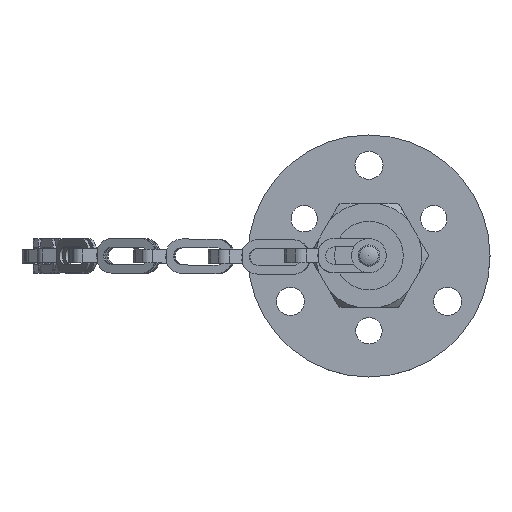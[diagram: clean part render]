
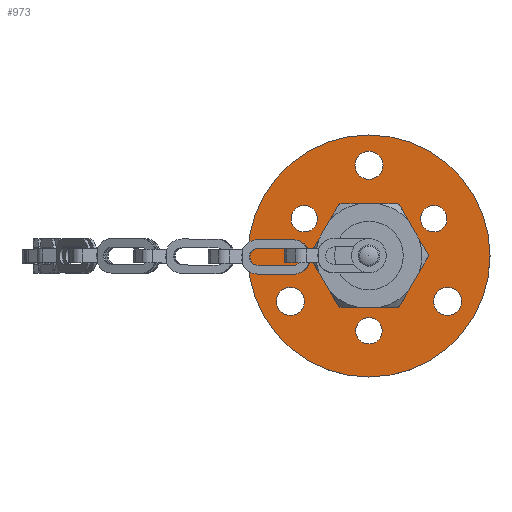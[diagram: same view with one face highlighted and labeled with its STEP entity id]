
A CAD part, top view. The second image highlights one B-rep face of the part: STEP entity #973.
In plain terms, the highlighted face is planar.
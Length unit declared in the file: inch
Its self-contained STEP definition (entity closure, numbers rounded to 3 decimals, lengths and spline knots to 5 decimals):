
#973=ADVANCED_FACE('',(#2046,#2047,#2048,#2049,#2050,#2051,#2052,#2053),#2054,.T.);
#2046=FACE_BOUND('',#3587,.T.);
#2047=FACE_BOUND('',#3588,.T.);
#2048=FACE_BOUND('',#3589,.T.);
#2049=FACE_OUTER_BOUND('',#3590,.T.);
#2050=FACE_BOUND('',#3591,.T.);
#2051=FACE_BOUND('',#3592,.T.);
#2052=FACE_BOUND('',#3593,.T.);
#2053=FACE_BOUND('',#3594,.T.);
#2054=PLANE('',#3595);
#3587=EDGE_LOOP('',(#5124));
#3588=EDGE_LOOP('',(#5125));
#3589=EDGE_LOOP('',(#5126));
#3590=EDGE_LOOP('',(#5127));
#3591=EDGE_LOOP('',(#5128));
#3592=EDGE_LOOP('',(#5129));
#3593=EDGE_LOOP('',(#5130));
#3594=EDGE_LOOP('',(#5131));
#3595=AXIS2_PLACEMENT_3D('',#5132,#5133,#5134);
#5124=ORIENTED_EDGE('',*,*,#8649,.T.);
#5125=ORIENTED_EDGE('',*,*,#8650,.T.);
#5126=ORIENTED_EDGE('',*,*,#8651,.T.);
#5127=ORIENTED_EDGE('',*,*,#8652,.T.);
#5128=ORIENTED_EDGE('',*,*,#8653,.T.);
#5129=ORIENTED_EDGE('',*,*,#8654,.T.);
#5130=ORIENTED_EDGE('',*,*,#8655,.T.);
#5131=ORIENTED_EDGE('',*,*,#8656,.T.);
#5132=CARTESIAN_POINT('',(0.0,0.0,-1.06446));
#5133=DIRECTION('',(0.0,0.0,-1.0));
#5134=DIRECTION('',(0.0,1.0,0.0));
#8649=EDGE_CURVE('',#9992,#9992,#9993,.T.);
#8650=EDGE_CURVE('',#9994,#9994,#9995,.T.);
#8651=EDGE_CURVE('',#9996,#9996,#9997,.T.);
#8652=EDGE_CURVE('',#9998,#9998,#9999,.T.);
#8653=EDGE_CURVE('',#10000,#10000,#10001,.T.);
#8654=EDGE_CURVE('',#10002,#10002,#10003,.T.);
#8655=EDGE_CURVE('',#10004,#10004,#10005,.T.);
#8656=EDGE_CURVE('',#10006,#10006,#10007,.T.);
#9992=VERTEX_POINT('',#12022);
#9993=CIRCLE('',#12023,0.0955);
#9994=VERTEX_POINT('',#12024);
#9995=CIRCLE('',#12025,0.1015);
#9996=VERTEX_POINT('',#12026);
#9997=CIRCLE('',#12027,0.1015);
#9998=VERTEX_POINT('',#12028);
#9999=CIRCLE('',#12029,0.875);
#10000=VERTEX_POINT('',#12030);
#10001=CIRCLE('',#12031,0.2516);
#10002=VERTEX_POINT('',#12032);
#10003=CIRCLE('',#12033,0.1015);
#10004=VERTEX_POINT('',#12034);
#10005=CIRCLE('',#12035,0.0955);
#10006=VERTEX_POINT('',#12036);
#10007=CIRCLE('',#12037,0.0955);
#12022=CARTESIAN_POINT('',(0.2225,-0.38538,-1.06446));
#12023=AXIS2_PLACEMENT_3D('',#15455,#15456,#15457);
#12024=CARTESIAN_POINT('',(-0.2401,-0.61886,-1.06446));
#12025=AXIS2_PLACEMENT_3D('',#15458,#15459,#15460);
#12026=CARTESIAN_POINT('',(0.656,0.1015,-1.06446));
#12027=AXIS2_PLACEMENT_3D('',#15461,#15462,#15463);
#12028=CARTESIAN_POINT('',(0.0,0.875,-1.06446));
#12029=AXIS2_PLACEMENT_3D('',#15464,#15465,#15466);
#12030=CARTESIAN_POINT('',(0.,-0.2516,-1.06446));
#12031=AXIS2_PLACEMENT_3D('',#15467,#15468,#15469);
#12032=CARTESIAN_POINT('',(-0.4159,0.51736,-1.06446));
#12033=AXIS2_PLACEMENT_3D('',#15470,#15471,#15472);
#12034=CARTESIAN_POINT('',(-0.445,0.,-1.06446));
#12035=AXIS2_PLACEMENT_3D('',#15473,#15474,#15475);
#12036=CARTESIAN_POINT('',(0.2225,0.38538,-1.06446));
#12037=AXIS2_PLACEMENT_3D('',#15476,#15477,#15478);
#15455=CARTESIAN_POINT('',(0.27025,-0.46809,-1.06446));
#15456=DIRECTION('',(0.0,0.0,1.0));
#15457=DIRECTION('',(-0.5,0.866,0.0));
#15458=CARTESIAN_POINT('',(-0.328,-0.56811,-1.06446));
#15459=DIRECTION('',(0.0,0.0,1.0));
#15460=DIRECTION('',(0.866,-0.5,0.0));
#15461=CARTESIAN_POINT('',(0.656,0.,-1.06446));
#15462=DIRECTION('',(0.0,-0.0,1.0));
#15463=DIRECTION('',(0.0,1.0,0.0));
#15464=CARTESIAN_POINT('',(0.0,0.0,-1.06446));
#15465=DIRECTION('',(0.0,0.0,-1.0));
#15466=DIRECTION('',(0.0,1.0,0.0));
#15467=CARTESIAN_POINT('',(0.,0.,-1.06446));
#15468=DIRECTION('',(0.0,0.,1.0));
#15469=DIRECTION('',(0.0,-1.0,0.));
#15470=CARTESIAN_POINT('',(-0.328,0.56811,-1.06446));
#15471=DIRECTION('',(0.0,0.0,1.0));
#15472=DIRECTION('',(-0.866,-0.5,0.0));
#15473=CARTESIAN_POINT('',(-0.5405,0.,-1.06446));
#15474=DIRECTION('',(0.0,0.0,1.0));
#15475=DIRECTION('',(1.0,0.0,0.0));
#15476=CARTESIAN_POINT('',(0.27025,0.46809,-1.06446));
#15477=DIRECTION('',(0.0,0.0,1.0));
#15478=DIRECTION('',(-0.5,-0.866,0.0));
